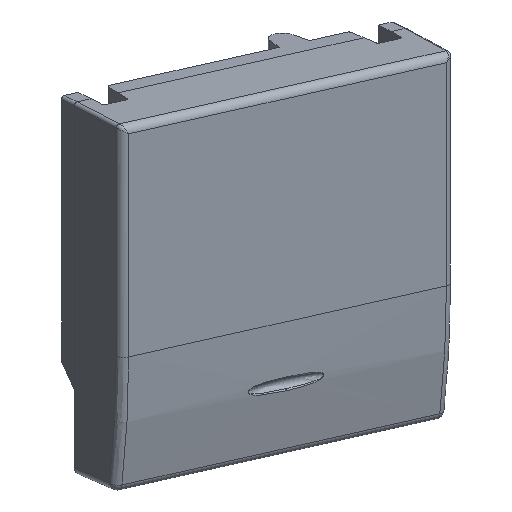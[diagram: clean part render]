
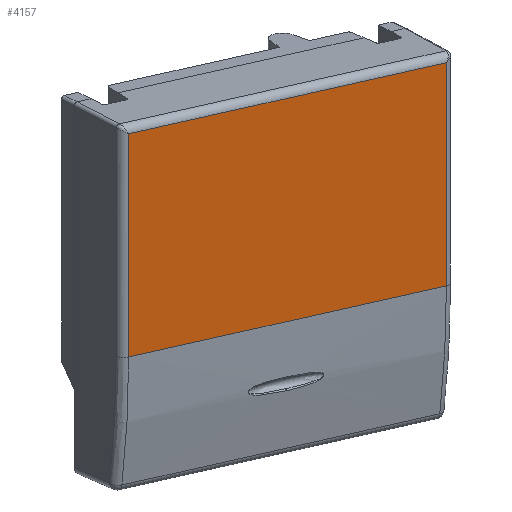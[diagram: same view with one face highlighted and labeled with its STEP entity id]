
A CAD part, top view. The second image highlights one B-rep face of the part: STEP entity #4157.
In plain terms, the highlighted face is planar.
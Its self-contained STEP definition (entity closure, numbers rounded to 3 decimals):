
#3353=CARTESIAN_POINT('Vertex',(-10.588,-13.946,0.)) ;
#3376=CARTESIAN_POINT('Line Origine',(-10.588,-11.35,0.)) ;
#3380=CARTESIAN_POINT('Vertex',(-10.588,-0.737,0.)) ;
#3518=CARTESIAN_POINT('Vertex',(10.588,-13.946,0.)) ;
#3544=CARTESIAN_POINT('Line Origine',(10.588,-11.35,0.)) ;
#3548=CARTESIAN_POINT('Vertex',(10.588,-0.737,0.)) ;
#3592=CARTESIAN_POINT('Line Origine',(0.,-0.737,0.)) ;
#4056=CARTESIAN_POINT('Line Origine',(0.,-13.946,0.)) ;
#4146=CARTESIAN_POINT('Axis2P3D Location',(0.,-0.241,0.)) ;
#3377=DIRECTION('Vector Direction',(0.,-1.,0.)) ;
#3545=DIRECTION('Vector Direction',(0.,1.,0.)) ;
#3593=DIRECTION('Vector Direction',(-1.,0.,0.)) ;
#4057=DIRECTION('Vector Direction',(-1.,0.,0.)) ;
#4147=DIRECTION('Axis2P3D Direction',(0.,0.,-1.)) ;
#4148=DIRECTION('Axis2P3D XDirection',(0.,-1.,0.)) ;
#4149=AXIS2_PLACEMENT_3D('Plane Axis2P3D',#4146,#4147,#4148) ;
#4152=ORIENTED_EDGE('',*,*,#4060,.T.) ;
#4153=ORIENTED_EDGE('',*,*,#3382,.T.) ;
#4154=ORIENTED_EDGE('',*,*,#3596,.T.) ;
#4155=ORIENTED_EDGE('',*,*,#3550,.T.) ;
#3378=VECTOR('Line Direction',#3377,1.) ;
#3546=VECTOR('Line Direction',#3545,1.) ;
#3594=VECTOR('Line Direction',#3593,1.) ;
#4058=VECTOR('Line Direction',#4057,1.) ;
#4157=ADVANCED_FACE('PartBody',(#4156),#4150,.T.) ;
#3382=EDGE_CURVE('',#3354,#3381,#3379,.F.) ;
#3550=EDGE_CURVE('',#3549,#3519,#3547,.F.) ;
#3596=EDGE_CURVE('',#3381,#3549,#3595,.F.) ;
#4060=EDGE_CURVE('',#3519,#3354,#4059,.T.) ;
#4151=EDGE_LOOP('',(#4152,#4153,#4154,#4155)) ;
#4156=FACE_OUTER_BOUND('',#4151,.T.) ;
#3379=LINE('Line',#3376,#3378) ;
#3547=LINE('Line',#3544,#3546) ;
#3595=LINE('Line',#3592,#3594) ;
#4059=LINE('Line',#4056,#4058) ;
#4150=PLANE('',#4149) ;
#3354=VERTEX_POINT('',#3353) ;
#3381=VERTEX_POINT('',#3380) ;
#3519=VERTEX_POINT('',#3518) ;
#3549=VERTEX_POINT('',#3548) ;
